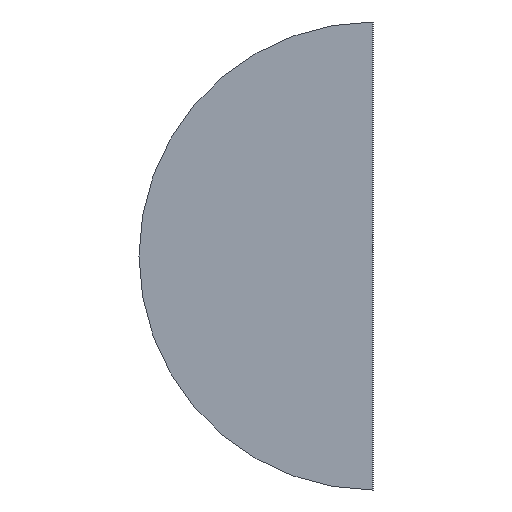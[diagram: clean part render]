
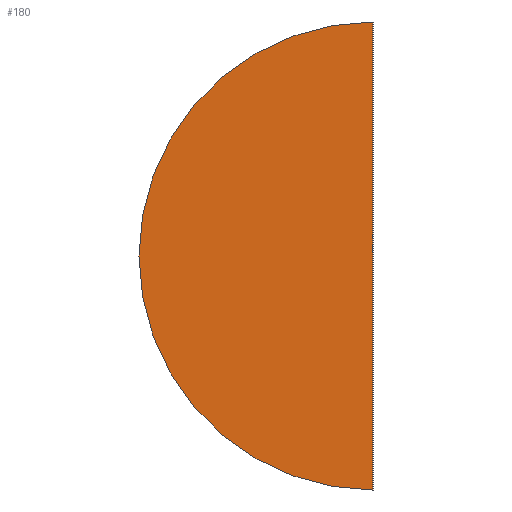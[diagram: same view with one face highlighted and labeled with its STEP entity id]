
A CAD part, left-side view. The second image highlights one B-rep face of the part: STEP entity #180.
In plain terms, the highlighted planar face has unit normal (-1, 0, 0).
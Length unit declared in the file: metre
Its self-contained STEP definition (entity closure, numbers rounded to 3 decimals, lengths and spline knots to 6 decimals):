
#54 = VECTOR ( 'NONE', #323, 1. ) ;
#66 = ORIENTED_EDGE ( 'NONE', *, *, #81, .T. ) ;
#74 = DIRECTION ( 'NONE',  ( 0., 0., -1. ) ) ;
#81 = EDGE_CURVE ( 'NONE', #203, #186, #278, .T. ) ;
#107 = EDGE_CURVE ( 'NONE', #203, #186, #146, .T. ) ;
#113 = CARTESIAN_POINT ( 'NONE',  ( -20., 0., 0. ) ) ;
#128 = AXIS2_PLACEMENT_3D ( 'NONE', #113, #192, #74 ) ;
#133 = CARTESIAN_POINT ( 'NONE',  ( -20., 0., 2.080352 ) ) ;
#139 = PLANE ( 'NONE',  #128 ) ;
#146 = CIRCLE ( 'NONE', #284, 1.232858 ) ;
#157 = CARTESIAN_POINT ( 'NONE',  ( -20., 0., -1.232858 ) ) ;
#166 = CARTESIAN_POINT ( 'NONE',  ( -20., 0., 1.232858 ) ) ;
#173 = DIRECTION ( 'NONE',  ( 0., 0., -1. ) ) ;
#180 = ADVANCED_FACE ( 'NONE', ( #321 ), #139, .F. ) ;
#182 = DIRECTION ( 'NONE',  ( 1., 0., 0. ) ) ;
#186 = VERTEX_POINT ( 'NONE', #166 ) ;
#192 = DIRECTION ( 'NONE',  ( 1., 0., 0. ) ) ;
#197 = ORIENTED_EDGE ( 'NONE', *, *, #107, .F. ) ;
#203 = VERTEX_POINT ( 'NONE', #157 ) ;
#278 = LINE ( 'NONE', #133, #54 ) ;
#284 = AXIS2_PLACEMENT_3D ( 'NONE', #340, #182, #173 ) ;
#303 = EDGE_LOOP ( 'NONE', ( #197, #66 ) ) ;
#321 = FACE_OUTER_BOUND ( 'NONE', #303, .T. ) ;
#323 = DIRECTION ( 'NONE',  ( 0., 0., 1. ) ) ;
#340 = CARTESIAN_POINT ( 'NONE',  ( -20., 0., 0. ) ) ;
